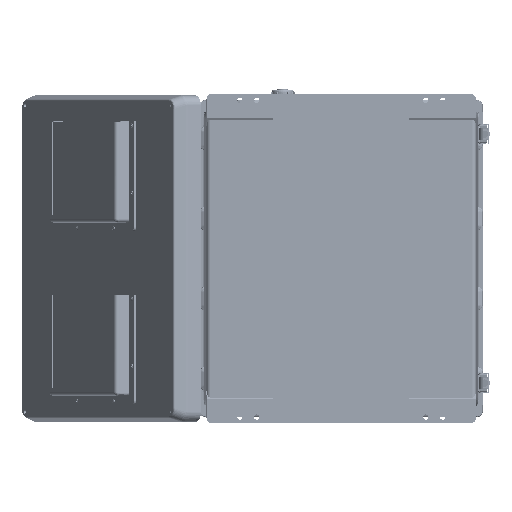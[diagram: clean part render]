
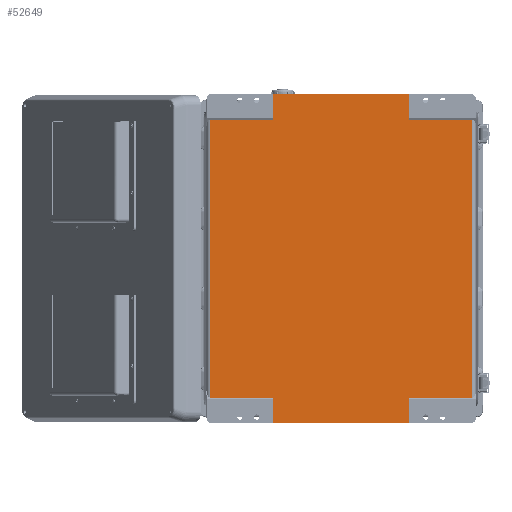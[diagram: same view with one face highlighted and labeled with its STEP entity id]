
A CAD part, front view. The second image highlights one B-rep face of the part: STEP entity #52649.
In plain terms, the highlighted planar face has unit normal (0, -1, 0).
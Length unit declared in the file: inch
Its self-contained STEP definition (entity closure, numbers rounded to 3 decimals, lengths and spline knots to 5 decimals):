
#956 = ORIENTED_EDGE ( 'NONE', *, *, #33112, .F. ) ;
#2252 = DIRECTION ( 'NONE',  ( -1., 0., 0. ) ) ;
#2827 = CARTESIAN_POINT ( 'NONE',  ( -8.11811, 0.05906, -1.51961 ) ) ;
#2846 = LINE ( 'NONE', #50230, #105767 ) ;
#4131 = LINE ( 'NONE', #12520, #92598 ) ;
#5320 = DIRECTION ( 'NONE',  ( -1., 0., 0. ) ) ;
#6681 = LINE ( 'NONE', #43252, #69464 ) ;
#7671 = CARTESIAN_POINT ( 'NONE',  ( 8.11811, 0.05906, -19.48819 ) ) ;
#8372 = EDGE_CURVE ( 'NONE', #106304, #57314, #108394, .T. ) ;
#8507 = CARTESIAN_POINT ( 'NONE',  ( -7.73754, 0.05906, -17.96858 ) ) ;
#10769 = CARTESIAN_POINT ( 'NONE',  ( -4.03163, 0.05906, 0.85787 ) ) ;
#11612 = ORIENTED_EDGE ( 'NONE', *, *, #17132, .F. ) ;
#11775 = EDGE_CURVE ( 'NONE', #42012, #103351, #6681, .T. ) ;
#12520 = CARTESIAN_POINT ( 'NONE',  ( -8.11811, 0.05906, -17.96858 ) ) ;
#14828 = VERTEX_POINT ( 'NONE', #74254 ) ;
#17132 = EDGE_CURVE ( 'NONE', #81325, #23949, #2846, .T. ) ;
#18936 = EDGE_CURVE ( 'NONE', #23949, #106304, #86963, .T. ) ;
#20064 = PLANE ( 'NONE',  #69798 ) ;
#20839 = VERTEX_POINT ( 'NONE', #106223 ) ;
#23949 = VERTEX_POINT ( 'NONE', #109622 ) ;
#25646 = CARTESIAN_POINT ( 'NONE',  ( 7.73754, 0.05906, -1.51961 ) ) ;
#25825 = DIRECTION ( 'NONE',  ( 0., 0., 1. ) ) ;
#26209 = CARTESIAN_POINT ( 'NONE',  ( -4.03163, 0.05906, -17.96858 ) ) ;
#26770 = VECTOR ( 'NONE', #70807, 39.37008 ) ;
#29058 = FACE_OUTER_BOUND ( 'NONE', #38516, .T. ) ;
#29201 = VECTOR ( 'NONE', #111376, 39.37008 ) ;
#31122 = DIRECTION ( 'NONE',  ( 1., 0., 0. ) ) ;
#33112 = EDGE_CURVE ( 'NONE', #103351, #20839, #75977, .T. ) ;
#33380 = VECTOR ( 'NONE', #5320, 39.37008 ) ;
#34219 = CARTESIAN_POINT ( 'NONE',  ( 7.73754, 0.05906, -1.51961 ) ) ;
#34470 = CARTESIAN_POINT ( 'NONE',  ( -4.03163, 0.05906, -19.48819 ) ) ;
#34829 = DIRECTION ( 'NONE',  ( -1., 0., 0. ) ) ;
#35311 = ORIENTED_EDGE ( 'NONE', *, *, #18936, .F. ) ;
#36992 = DIRECTION ( 'NONE',  ( -1., 0., 0. ) ) ;
#38419 = EDGE_CURVE ( 'NONE', #20839, #14828, #47363, .T. ) ;
#38516 = EDGE_LOOP ( 'NONE', ( #78514, #107050, #103064, #82692, #35311, #11612, #112445, #56794, #44519, #68815, #79885, #956 ) ) ;
#38959 = DIRECTION ( 'NONE',  ( 0., 0., 1. ) ) ;
#42012 = VERTEX_POINT ( 'NONE', #8507 ) ;
#43226 = CARTESIAN_POINT ( 'NONE',  ( 8.11811, 0.05906, 0. ) ) ;
#43252 = CARTESIAN_POINT ( 'NONE',  ( -7.73754, 0.05906, -1.51961 ) ) ;
#43300 = DIRECTION ( 'NONE',  ( 0., 0., -1. ) ) ;
#44519 = ORIENTED_EDGE ( 'NONE', *, *, #80422, .T. ) ;
#47282 = VECTOR ( 'NONE', #36992, 39.37008 ) ;
#47363 = LINE ( 'NONE', #10769, #68857 ) ;
#47657 = CARTESIAN_POINT ( 'NONE',  ( 8.11811, 0.05906, -1.51961 ) ) ;
#48697 = VERTEX_POINT ( 'NONE', #26209 ) ;
#48739 = VERTEX_POINT ( 'NONE', #25646 ) ;
#49829 = DIRECTION ( 'NONE',  ( 0., 0., -1. ) ) ;
#50230 = CARTESIAN_POINT ( 'NONE',  ( 8.11811, 0.05906, -17.96858 ) ) ;
#52649 = ADVANCED_FACE ( 'NONE', ( #29058 ), #20064, .F. ) ;
#53815 = VERTEX_POINT ( 'NONE', #61350 ) ;
#56794 = ORIENTED_EDGE ( 'NONE', *, *, #94643, .T. ) ;
#57314 = VERTEX_POINT ( 'NONE', #34470 ) ;
#58823 = VECTOR ( 'NONE', #43300, 39.37008 ) ;
#61350 = CARTESIAN_POINT ( 'NONE',  ( 4.03163, 0.05906, 0. ) ) ;
#61775 = LINE ( 'NONE', #34219, #112361 ) ;
#62345 = VECTOR ( 'NONE', #49829, 39.37008 ) ;
#68815 = ORIENTED_EDGE ( 'NONE', *, *, #94308, .T. ) ;
#68857 = VECTOR ( 'NONE', #38959, 39.37008 ) ;
#69464 = VECTOR ( 'NONE', #81002, 39.37008 ) ;
#69798 = AXIS2_PLACEMENT_3D ( 'NONE', #47657, #97938, #114769 ) ;
#70061 = CARTESIAN_POINT ( 'NONE',  ( 8.11811, 0.05906, -1.51961 ) ) ;
#70079 = CARTESIAN_POINT ( 'NONE',  ( -7.73754, 0.05906, -1.51961 ) ) ;
#70807 = DIRECTION ( 'NONE',  ( 0., 0., 1. ) ) ;
#74254 = CARTESIAN_POINT ( 'NONE',  ( -4.03163, 0.05906, 0. ) ) ;
#75864 = EDGE_CURVE ( 'NONE', #81325, #48739, #61775, .T. ) ;
#75977 = LINE ( 'NONE', #2827, #29201 ) ;
#77367 = VECTOR ( 'NONE', #34829, 39.37008 ) ;
#78514 = ORIENTED_EDGE ( 'NONE', *, *, #11775, .F. ) ;
#79885 = ORIENTED_EDGE ( 'NONE', *, *, #38419, .F. ) ;
#80422 = EDGE_CURVE ( 'NONE', #85124, #53815, #88777, .T. ) ;
#81002 = DIRECTION ( 'NONE',  ( 0., 0., 1. ) ) ;
#81046 = LINE ( 'NONE', #89411, #58823 ) ;
#81325 = VERTEX_POINT ( 'NONE', #108010 ) ;
#82692 = ORIENTED_EDGE ( 'NONE', *, *, #8372, .F. ) ;
#83586 = CARTESIAN_POINT ( 'NONE',  ( 4.03163, 0.05906, -19.48819 ) ) ;
#85124 = VERTEX_POINT ( 'NONE', #89287 ) ;
#86963 = LINE ( 'NONE', #112786, #62345 ) ;
#87445 = LINE ( 'NONE', #70061, #33380 ) ;
#88777 = LINE ( 'NONE', #107990, #26770 ) ;
#89287 = CARTESIAN_POINT ( 'NONE',  ( 4.03163, 0.05906, -1.51961 ) ) ;
#89411 = CARTESIAN_POINT ( 'NONE',  ( -4.03163, 0.05906, -20.34606 ) ) ;
#92598 = VECTOR ( 'NONE', #31122, 39.37008 ) ;
#94308 = EDGE_CURVE ( 'NONE', #53815, #14828, #97766, .T. ) ;
#94643 = EDGE_CURVE ( 'NONE', #48739, #85124, #87445, .T. ) ;
#97766 = LINE ( 'NONE', #43226, #77367 ) ;
#97938 = DIRECTION ( 'NONE',  ( 0., 1., 0. ) ) ;
#99681 = EDGE_CURVE ( 'NONE', #48697, #57314, #81046, .T. ) ;
#103064 = ORIENTED_EDGE ( 'NONE', *, *, #99681, .T. ) ;
#103351 = VERTEX_POINT ( 'NONE', #70079 ) ;
#105767 = VECTOR ( 'NONE', #2252, 39.37008 ) ;
#106223 = CARTESIAN_POINT ( 'NONE',  ( -4.03163, 0.05906, -1.51961 ) ) ;
#106304 = VERTEX_POINT ( 'NONE', #83586 ) ;
#107050 = ORIENTED_EDGE ( 'NONE', *, *, #108180, .T. ) ;
#107990 = CARTESIAN_POINT ( 'NONE',  ( 4.03163, 0.05906, 0.85787 ) ) ;
#108010 = CARTESIAN_POINT ( 'NONE',  ( 7.73754, 0.05906, -17.96858 ) ) ;
#108180 = EDGE_CURVE ( 'NONE', #42012, #48697, #4131, .T. ) ;
#108394 = LINE ( 'NONE', #7671, #47282 ) ;
#109622 = CARTESIAN_POINT ( 'NONE',  ( 4.03163, 0.05906, -17.96858 ) ) ;
#111376 = DIRECTION ( 'NONE',  ( 1., 0., 0. ) ) ;
#112361 = VECTOR ( 'NONE', #25825, 39.37008 ) ;
#112445 = ORIENTED_EDGE ( 'NONE', *, *, #75864, .T. ) ;
#112786 = CARTESIAN_POINT ( 'NONE',  ( 4.03163, 0.05906, -20.34606 ) ) ;
#114769 = DIRECTION ( 'NONE',  ( 0., 0., 1. ) ) ;
